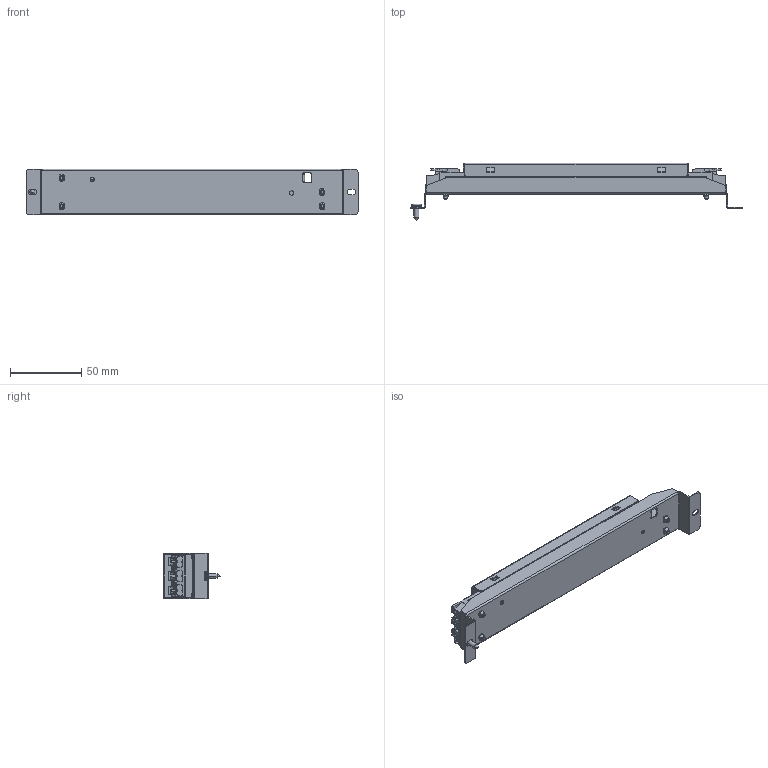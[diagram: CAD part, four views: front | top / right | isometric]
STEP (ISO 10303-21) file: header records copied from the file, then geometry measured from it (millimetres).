
FILE_DESCRIPTION((''),'2;1');
FILE_NAME('000-15W-JP_ASM','2020-03-25T',('Administrator'),(''),'PRO/ENGINEER BY PARAMETRIC TECHNOLOGY CORPORATION, 2015070','PRO/ENGINEER BY PARAMETRIC TECHNOLOGY CORPORATION, 2015070','');
FILE_SCHEMA(('CONFIG_CONTROL_DESIGN'));
Length unit declared in the file: millimetre
Products named in the file (13): MB_10W; DG250-3P5_TERMINAL; ______; PLACEMENT_15W_ASM; TOP_COVER_15W-JP; INSULATING_TRIP_15W; BOTTOM_COVER_15W-JP; CROSS_RECESSED_PAN_HEAD_TAPPING; LOCK_SPRING; SCREW-ST3P5; 294-5002; 294-5013; 000-15W-JP_ASM
Assembly tree (13 placements, depth 3):
  000-15W-JP_ASM
    PLACEMENT_15W_ASM
      MB_10W
      DG250-3P5_TERMINAL  x2
      ______
    TOP_COVER_15W-JP
    INSULATING_TRIP_15W
    BOTTOM_COVER_15W-JP
    CROSS_RECESSED_PAN_HEAD_TAPPING
    LOCK_SPRING
    SCREW-ST3P5
    294-5002
    294-5013
Bounding box: 233 x 40.2 x 32 mm (x, y, z)
Volume: 42775.2 mm3; surface area: 100345.3 mm2
Topology: 12 solids, 12 shells, 1657 faces, 4695 edges, 3087 vertices
Faces by surface type: plane 1082, cylinder 471, cone 86, torus 14, bspline 2, sphere 2
Entity records: 54016 total; most frequent: CARTESIAN_POINT 11053, ORIENTED_EDGE 9214, DIRECTION 8638, EDGE_CURVE 4607, VECTOR 3172, LINE 3172, VERTEX_POINT 3031, AXIS2_PLACEMENT_3D 2733
